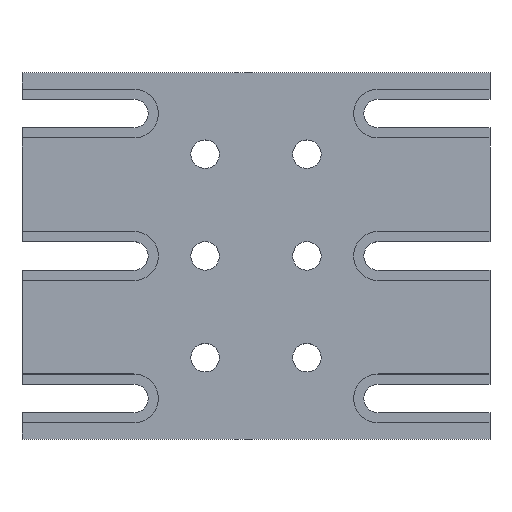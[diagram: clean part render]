
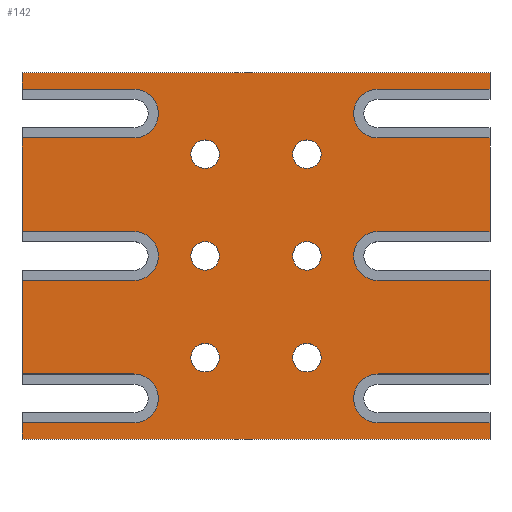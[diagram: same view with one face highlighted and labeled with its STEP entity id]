
A CAD part, top view. The second image highlights one B-rep face of the part: STEP entity #142.
In plain terms, the highlighted planar face has unit normal (0, 0, 1).
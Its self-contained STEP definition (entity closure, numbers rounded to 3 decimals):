
#142=ADVANCED_FACE('',(#306,#307,#308,#309,#310,#311,#312),#313,.T.);
#306=FACE_OUTER_BOUND('',#480,.T.);
#307=FACE_BOUND('',#481,.T.);
#308=FACE_BOUND('',#482,.T.);
#309=FACE_BOUND('',#483,.T.);
#310=FACE_BOUND('',#484,.T.);
#311=FACE_BOUND('',#485,.T.);
#312=FACE_BOUND('',#486,.T.);
#313=PLANE('',#487);
#480=EDGE_LOOP('',(#1003,#1004,#1005,#1006,#1007,#1008,#1009,#1010,#1011,#1012,#1013,#1014,#1015,#1016,#1017,#1018,#1019,#1020,#1021,#1022,#1023,#1024,#1025,#1026,#1027,#1028,#1029,#1030));
#481=EDGE_LOOP('',(#1031));
#482=EDGE_LOOP('',(#1032));
#483=EDGE_LOOP('',(#1033));
#484=EDGE_LOOP('',(#1034));
#485=EDGE_LOOP('',(#1035));
#486=EDGE_LOOP('',(#1036));
#487=AXIS2_PLACEMENT_3D('',#1037,#1038,#1039);
#1003=ORIENTED_EDGE('',*,*,#1093,.T.);
#1004=ORIENTED_EDGE('',*,*,#1098,.T.);
#1005=ORIENTED_EDGE('',*,*,#1203,.T.);
#1006=ORIENTED_EDGE('',*,*,#1212,.T.);
#1007=ORIENTED_EDGE('',*,*,#1214,.T.);
#1008=ORIENTED_EDGE('',*,*,#1246,.T.);
#1009=ORIENTED_EDGE('',*,*,#1247,.T.);
#1010=ORIENTED_EDGE('',*,*,#1197,.T.);
#1011=ORIENTED_EDGE('',*,*,#1186,.T.);
#1012=ORIENTED_EDGE('',*,*,#1190,.T.);
#1013=ORIENTED_EDGE('',*,*,#1192,.T.);
#1014=ORIENTED_EDGE('',*,*,#1196,.T.);
#1015=ORIENTED_EDGE('',*,*,#1219,.T.);
#1016=ORIENTED_EDGE('',*,*,#1226,.T.);
#1017=ORIENTED_EDGE('',*,*,#1227,.T.);
#1018=ORIENTED_EDGE('',*,*,#1152,.T.);
#1019=ORIENTED_EDGE('',*,*,#1111,.T.);
#1020=ORIENTED_EDGE('',*,*,#1123,.T.);
#1021=ORIENTED_EDGE('',*,*,#1125,.T.);
#1022=ORIENTED_EDGE('',*,*,#1248,.T.);
#1023=ORIENTED_EDGE('',*,*,#1249,.T.);
#1024=ORIENTED_EDGE('',*,*,#1172,.T.);
#1025=ORIENTED_EDGE('',*,*,#1167,.T.);
#1026=ORIENTED_EDGE('',*,*,#1170,.T.);
#1027=ORIENTED_EDGE('',*,*,#1171,.T.);
#1028=ORIENTED_EDGE('',*,*,#1099,.T.);
#1029=ORIENTED_EDGE('',*,*,#1085,.T.);
#1030=ORIENTED_EDGE('',*,*,#1091,.T.);
#1031=ORIENTED_EDGE('',*,*,#1245,.T.);
#1032=ORIENTED_EDGE('',*,*,#1242,.T.);
#1033=ORIENTED_EDGE('',*,*,#1239,.T.);
#1034=ORIENTED_EDGE('',*,*,#1236,.T.);
#1035=ORIENTED_EDGE('',*,*,#1233,.T.);
#1036=ORIENTED_EDGE('',*,*,#1230,.T.);
#1037=CARTESIAN_POINT('',(0.0,0.0,10.0));
#1038=DIRECTION('',(0.0,0.0,1.0));
#1039=DIRECTION('',(1.0,0.0,0.0));
#1085=EDGE_CURVE('',#1273,#1275,#1277,.T.);
#1091=EDGE_CURVE('',#1275,#1284,#1286,.T.);
#1093=EDGE_CURVE('',#1284,#1287,#1289,.T.);
#1098=EDGE_CURVE('',#1287,#1296,#1298,.T.);
#1099=EDGE_CURVE('',#1299,#1273,#1300,.T.);
#1111=EDGE_CURVE('',#1317,#1321,#1323,.T.);
#1123=EDGE_CURVE('',#1321,#1340,#1342,.T.);
#1125=EDGE_CURVE('',#1340,#1343,#1345,.T.);
#1152=EDGE_CURVE('',#1396,#1317,#1397,.T.);
#1167=EDGE_CURVE('',#1418,#1420,#1422,.T.);
#1170=EDGE_CURVE('',#1420,#1424,#1426,.T.);
#1171=EDGE_CURVE('',#1424,#1299,#1427,.T.);
#1172=EDGE_CURVE('',#1428,#1418,#1429,.T.);
#1186=EDGE_CURVE('',#1449,#1451,#1453,.T.);
#1190=EDGE_CURVE('',#1451,#1456,#1458,.T.);
#1192=EDGE_CURVE('',#1456,#1459,#1461,.T.);
#1196=EDGE_CURVE('',#1459,#1466,#1468,.T.);
#1197=EDGE_CURVE('',#1469,#1449,#1470,.T.);
#1203=EDGE_CURVE('',#1296,#1477,#1479,.T.);
#1212=EDGE_CURVE('',#1477,#1491,#1493,.T.);
#1214=EDGE_CURVE('',#1491,#1494,#1496,.T.);
#1219=EDGE_CURVE('',#1466,#1502,#1504,.T.);
#1226=EDGE_CURVE('',#1502,#1512,#1514,.T.);
#1227=EDGE_CURVE('',#1512,#1396,#1515,.T.);
#1230=EDGE_CURVE('',#1520,#1520,#1521,.T.);
#1233=EDGE_CURVE('',#1526,#1526,#1527,.T.);
#1236=EDGE_CURVE('',#1532,#1532,#1533,.T.);
#1239=EDGE_CURVE('',#1538,#1538,#1539,.T.);
#1242=EDGE_CURVE('',#1544,#1544,#1545,.T.);
#1245=EDGE_CURVE('',#1550,#1550,#1551,.T.);
#1246=EDGE_CURVE('',#1494,#1552,#1553,.T.);
#1247=EDGE_CURVE('',#1552,#1469,#1554,.T.);
#1248=EDGE_CURVE('',#1343,#1555,#1556,.T.);
#1249=EDGE_CURVE('',#1555,#1428,#1557,.T.);
#1273=VERTEX_POINT('',#1590);
#1275=VERTEX_POINT('',#1593);
#1277=LINE('',#1596,#1597);
#1284=VERTEX_POINT('',#1607);
#1286=CIRCLE('',#1610,6.0);
#1287=VERTEX_POINT('',#1611);
#1289=LINE('',#1614,#1615);
#1296=VERTEX_POINT('',#1625);
#1298=LINE('',#1628,#1629);
#1299=VERTEX_POINT('',#1630);
#1300=LINE('',#1631,#1632);
#1317=VERTEX_POINT('',#1657);
#1321=VERTEX_POINT('',#1663);
#1323=LINE('',#1666,#1667);
#1340=VERTEX_POINT('',#1691);
#1342=CIRCLE('',#1694,6.0);
#1343=VERTEX_POINT('',#1695);
#1345=LINE('',#1698,#1699);
#1396=VERTEX_POINT('',#1766);
#1397=LINE('',#1767,#1768);
#1418=VERTEX_POINT('',#1799);
#1420=VERTEX_POINT('',#1802);
#1422=LINE('',#1805,#1806);
#1424=VERTEX_POINT('',#1809);
#1426=CIRCLE('',#1812,6.0);
#1427=LINE('',#1813,#1814);
#1428=VERTEX_POINT('',#1815);
#1429=LINE('',#1816,#1817);
#1449=VERTEX_POINT('',#1846);
#1451=VERTEX_POINT('',#1849);
#1453=LINE('',#1852,#1853);
#1456=VERTEX_POINT('',#1858);
#1458=CIRCLE('',#1861,6.0);
#1459=VERTEX_POINT('',#1862);
#1461=LINE('',#1865,#1866);
#1466=VERTEX_POINT('',#1873);
#1468=LINE('',#1876,#1877);
#1469=VERTEX_POINT('',#1878);
#1470=LINE('',#1879,#1880);
#1477=VERTEX_POINT('',#1891);
#1479=LINE('',#1894,#1895);
#1491=VERTEX_POINT('',#1912);
#1493=CIRCLE('',#1915,6.0);
#1494=VERTEX_POINT('',#1916);
#1496=LINE('',#1919,#1920);
#1502=VERTEX_POINT('',#1929);
#1504=LINE('',#1932,#1933);
#1512=VERTEX_POINT('',#1944);
#1514=CIRCLE('',#1947,6.0);
#1515=LINE('',#1948,#1949);
#1520=VERTEX_POINT('',#1954);
#1521=CIRCLE('',#1955,3.5);
#1526=VERTEX_POINT('',#1960);
#1527=CIRCLE('',#1961,3.5);
#1532=VERTEX_POINT('',#1966);
#1533=CIRCLE('',#1967,3.5);
#1538=VERTEX_POINT('',#1972);
#1539=CIRCLE('',#1973,3.5);
#1544=VERTEX_POINT('',#1978);
#1545=CIRCLE('',#1979,3.5);
#1550=VERTEX_POINT('',#1984);
#1551=CIRCLE('',#1985,3.5);
#1552=VERTEX_POINT('',#1986);
#1553=LINE('',#1987,#1988);
#1554=LINE('',#1989,#1990);
#1555=VERTEX_POINT('',#1991);
#1556=LINE('',#1992,#1993);
#1557=LINE('',#1994,#1995);
#1590=CARTESIAN_POINT('',(-57.5,6.0,10.0));
#1593=CARTESIAN_POINT('',(-30.0,6.0,10.0));
#1596=CARTESIAN_POINT('',(-22.5,6.0,10.0));
#1597=VECTOR('',#2017,1.0);
#1607=CARTESIAN_POINT('',(-30.0,-6.0,10.0));
#1610=AXIS2_PLACEMENT_3D('',#2025,#2026,#2027);
#1611=CARTESIAN_POINT('',(-57.5,-6.0,10.0));
#1614=CARTESIAN_POINT('',(-22.5,-6.0,10.0));
#1615=VECTOR('',#2029,1.0);
#1625=CARTESIAN_POINT('',(-57.5,-29.0,10.0));
#1628=CARTESIAN_POINT('',(-57.5,0.0,10.0));
#1629=VECTOR('',#2034,1.0);
#1630=CARTESIAN_POINT('',(-57.5,29.0,10.0));
#1631=CARTESIAN_POINT('',(-57.5,0.0,10.0));
#1632=VECTOR('',#2035,1.0);
#1657=CARTESIAN_POINT('',(57.5,29.0,10.0));
#1663=CARTESIAN_POINT('',(30.0,29.0,10.0));
#1666=CARTESIAN_POINT('',(22.5,29.0,10.0));
#1667=VECTOR('',#2047,1.0);
#1691=CARTESIAN_POINT('',(30.0,41.0,10.0));
#1694=AXIS2_PLACEMENT_3D('',#2065,#2066,#2067);
#1695=CARTESIAN_POINT('',(57.5,41.0,10.0));
#1698=CARTESIAN_POINT('',(22.5,41.0,10.0));
#1699=VECTOR('',#2069,1.0);
#1766=CARTESIAN_POINT('',(57.5,6.0,10.0));
#1767=CARTESIAN_POINT('',(57.5,0.0,10.0));
#1768=VECTOR('',#2116,1.0);
#1799=CARTESIAN_POINT('',(-57.5,41.0,10.0));
#1802=CARTESIAN_POINT('',(-30.0,41.0,10.0));
#1805=CARTESIAN_POINT('',(-22.5,41.0,10.0));
#1806=VECTOR('',#2135,1.0);
#1809=CARTESIAN_POINT('',(-30.0,29.0,10.0));
#1812=AXIS2_PLACEMENT_3D('',#2138,#2139,#2140);
#1813=CARTESIAN_POINT('',(-22.5,29.0,10.0));
#1814=VECTOR('',#2141,1.0);
#1815=CARTESIAN_POINT('',(-57.5,45.0,10.0));
#1816=CARTESIAN_POINT('',(-57.5,0.0,10.0));
#1817=VECTOR('',#2142,1.0);
#1846=CARTESIAN_POINT('',(57.5,-41.0,10.0));
#1849=CARTESIAN_POINT('',(30.0,-41.0,10.0));
#1852=CARTESIAN_POINT('',(22.5,-41.0,10.0));
#1853=VECTOR('',#2160,1.0);
#1858=CARTESIAN_POINT('',(30.0,-29.0,10.0));
#1861=AXIS2_PLACEMENT_3D('',#2164,#2165,#2166);
#1862=CARTESIAN_POINT('',(57.5,-29.0,10.0));
#1865=CARTESIAN_POINT('',(22.5,-29.0,10.0));
#1866=VECTOR('',#2168,1.0);
#1873=CARTESIAN_POINT('',(57.5,-6.0,10.0));
#1876=CARTESIAN_POINT('',(57.5,0.0,10.0));
#1877=VECTOR('',#2172,1.0);
#1878=CARTESIAN_POINT('',(57.5,-45.0,10.0));
#1879=CARTESIAN_POINT('',(57.5,0.0,10.0));
#1880=VECTOR('',#2173,1.0);
#1891=CARTESIAN_POINT('',(-30.0,-29.0,10.0));
#1894=CARTESIAN_POINT('',(-22.5,-29.0,10.0));
#1895=VECTOR('',#2179,1.0);
#1912=CARTESIAN_POINT('',(-30.0,-41.0,10.0));
#1915=AXIS2_PLACEMENT_3D('',#2192,#2193,#2194);
#1916=CARTESIAN_POINT('',(-57.5,-41.0,10.0));
#1919=CARTESIAN_POINT('',(-22.5,-41.0,10.0));
#1920=VECTOR('',#2196,1.0);
#1929=CARTESIAN_POINT('',(30.0,-6.0,10.0));
#1932=CARTESIAN_POINT('',(22.5,-6.0,10.0));
#1933=VECTOR('',#2201,1.0);
#1944=CARTESIAN_POINT('',(30.0,6.0,10.0));
#1947=AXIS2_PLACEMENT_3D('',#2212,#2213,#2214);
#1948=CARTESIAN_POINT('',(22.5,6.0,10.0));
#1949=VECTOR('',#2215,1.0);
#1954=CARTESIAN_POINT('',(9.0,25.0,10.0));
#1955=AXIS2_PLACEMENT_3D('',#2222,#2223,#2224);
#1960=CARTESIAN_POINT('',(9.0,-25.0,10.0));
#1961=AXIS2_PLACEMENT_3D('',#2231,#2232,#2233);
#1966=CARTESIAN_POINT('',(9.0,0.,10.0));
#1967=AXIS2_PLACEMENT_3D('',#2240,#2241,#2242);
#1972=CARTESIAN_POINT('',(-16.0,-25.0,10.0));
#1973=AXIS2_PLACEMENT_3D('',#2249,#2250,#2251);
#1978=CARTESIAN_POINT('',(-16.0,25.0,10.0));
#1979=AXIS2_PLACEMENT_3D('',#2258,#2259,#2260);
#1984=CARTESIAN_POINT('',(-16.0,0.,10.0));
#1985=AXIS2_PLACEMENT_3D('',#2267,#2268,#2269);
#1986=CARTESIAN_POINT('',(-57.5,-45.0,10.0));
#1987=CARTESIAN_POINT('',(-57.5,0.0,10.0));
#1988=VECTOR('',#2270,1.0);
#1989=CARTESIAN_POINT('',(0.0,-45.0,10.0));
#1990=VECTOR('',#2271,1.0);
#1991=CARTESIAN_POINT('',(57.5,45.0,10.0));
#1992=CARTESIAN_POINT('',(57.5,0.0,10.0));
#1993=VECTOR('',#2272,1.0);
#1994=CARTESIAN_POINT('',(0.0,45.0,10.0));
#1995=VECTOR('',#2273,1.0);
#2017=DIRECTION('',(1.0,0.0,-0.0));
#2025=CARTESIAN_POINT('',(-30.0,0.0,10.0));
#2026=DIRECTION('',(0.0,0.0,-1.0));
#2027=DIRECTION('',(0.0,1.0,0.0));
#2029=DIRECTION('',(-1.0,0.0,0.0));
#2034=DIRECTION('',(0.0,-1.0,0.0));
#2035=DIRECTION('',(0.0,-1.0,0.0));
#2047=DIRECTION('',(-1.0,0.0,0.0));
#2065=CARTESIAN_POINT('',(30.0,35.0,10.0));
#2066=DIRECTION('',(-0.0,-0.0,-1.0));
#2067=DIRECTION('',(0.0,-1.0,0.0));
#2069=DIRECTION('',(1.0,0.0,-0.0));
#2116=DIRECTION('',(0.0,1.0,0.0));
#2135=DIRECTION('',(1.0,0.0,-0.0));
#2138=CARTESIAN_POINT('',(-30.0,35.0,10.0));
#2139=DIRECTION('',(0.0,0.0,-1.0));
#2140=DIRECTION('',(0.0,1.0,0.0));
#2141=DIRECTION('',(-1.0,0.0,0.0));
#2142=DIRECTION('',(0.0,-1.0,0.0));
#2160=DIRECTION('',(-1.0,0.0,0.0));
#2164=CARTESIAN_POINT('',(30.0,-35.0,10.0));
#2165=DIRECTION('',(-0.0,-0.0,-1.0));
#2166=DIRECTION('',(0.0,-1.0,0.0));
#2168=DIRECTION('',(1.0,0.0,-0.0));
#2172=DIRECTION('',(0.0,1.0,0.0));
#2173=DIRECTION('',(0.0,1.0,0.0));
#2179=DIRECTION('',(1.0,0.0,-0.0));
#2192=CARTESIAN_POINT('',(-30.0,-35.0,10.0));
#2193=DIRECTION('',(0.0,0.0,-1.0));
#2194=DIRECTION('',(0.0,1.0,0.0));
#2196=DIRECTION('',(-1.0,0.0,0.0));
#2201=DIRECTION('',(-1.0,0.0,0.0));
#2212=CARTESIAN_POINT('',(30.0,0.0,10.0));
#2213=DIRECTION('',(-0.0,-0.0,-1.0));
#2214=DIRECTION('',(0.0,-1.0,0.0));
#2215=DIRECTION('',(1.0,0.0,-0.0));
#2222=CARTESIAN_POINT('',(12.5,25.0,10.0));
#2223=DIRECTION('',(0.0,0.0,-1.0));
#2224=DIRECTION('',(1.0,0.0,0.0));
#2231=CARTESIAN_POINT('',(12.5,-25.0,10.0));
#2232=DIRECTION('',(0.0,0.0,-1.0));
#2233=DIRECTION('',(1.0,0.0,0.0));
#2240=CARTESIAN_POINT('',(12.5,0.0,10.0));
#2241=DIRECTION('',(0.0,0.0,-1.0));
#2242=DIRECTION('',(1.0,0.0,0.0));
#2249=CARTESIAN_POINT('',(-12.5,-25.0,10.0));
#2250=DIRECTION('',(0.0,0.0,-1.0));
#2251=DIRECTION('',(1.0,0.0,0.0));
#2258=CARTESIAN_POINT('',(-12.5,25.0,10.0));
#2259=DIRECTION('',(0.0,0.0,-1.0));
#2260=DIRECTION('',(1.0,0.0,0.0));
#2267=CARTESIAN_POINT('',(-12.5,0.0,10.0));
#2268=DIRECTION('',(0.0,0.0,-1.0));
#2269=DIRECTION('',(1.0,0.0,0.0));
#2270=DIRECTION('',(0.0,-1.0,0.0));
#2271=DIRECTION('',(1.0,0.0,0.0));
#2272=DIRECTION('',(0.0,1.0,0.0));
#2273=DIRECTION('',(-1.0,0.0,0.0));
